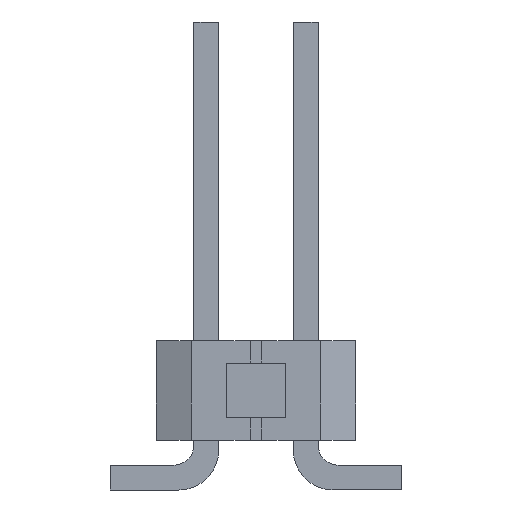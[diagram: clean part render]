
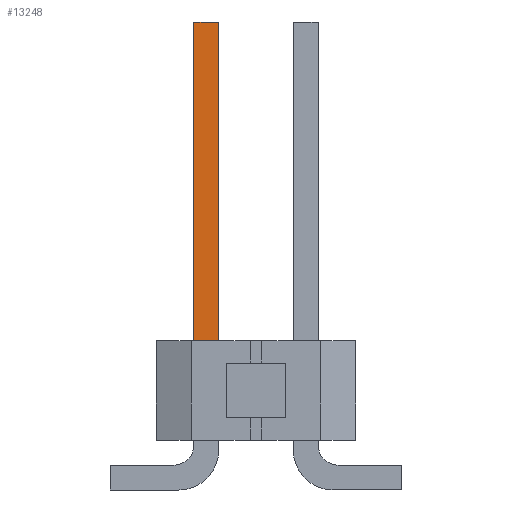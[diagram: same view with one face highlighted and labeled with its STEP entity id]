
A CAD part, left-side view. The second image highlights one B-rep face of the part: STEP entity #13248.
In plain terms, the highlighted planar face has unit normal (-1, 0, 0).
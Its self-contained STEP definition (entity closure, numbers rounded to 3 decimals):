
#9870 = VERTEX_POINT('',#9871);
#9871 = CARTESIAN_POINT('',(-0.338,3.432,11.939));
#9877 = EDGE_CURVE('',#9870,#9878,#9880,.T.);
#9878 = VERTEX_POINT('',#9879);
#9879 = CARTESIAN_POINT('',(-0.338,3.432,2.668));
#9880 = LINE('',#9881,#9882);
#9881 = CARTESIAN_POINT('',(-0.338,3.432,11.939));
#9882 = VECTOR('',#9883,1.);
#9883 = DIRECTION('',(0.,0.,-1.));
#9900 = VERTEX_POINT('',#9901);
#9901 = CARTESIAN_POINT('',(-0.338,4.067,2.668));
#10492 = EDGE_CURVE('',#9878,#9900,#10493,.T.);
#10493 = LINE('',#10494,#10495);
#10494 = CARTESIAN_POINT('',(-0.338,1.209,2.668));
#10495 = VECTOR('',#10496,1.);
#10496 = DIRECTION('',(0.,1.,0.));
#13248 = ADVANCED_FACE('',(#13249),#13267,.F.);
#13249 = FACE_BOUND('',#13250,.T.);
#13250 = EDGE_LOOP('',(#13251,#13252,#13253,#13261));
#13251 = ORIENTED_EDGE('',*,*,#10492,.F.);
#13252 = ORIENTED_EDGE('',*,*,#9877,.F.);
#13253 = ORIENTED_EDGE('',*,*,#13254,.F.);
#13254 = EDGE_CURVE('',#13255,#9870,#13257,.T.);
#13255 = VERTEX_POINT('',#13256);
#13256 = CARTESIAN_POINT('',(-0.338,4.067,11.939));
#13257 = LINE('',#13258,#13259);
#13258 = CARTESIAN_POINT('',(-0.338,4.067,11.939));
#13259 = VECTOR('',#13260,1.);
#13260 = DIRECTION('',(0.,-1.,0.));
#13261 = ORIENTED_EDGE('',*,*,#13262,.F.);
#13262 = EDGE_CURVE('',#9900,#13255,#13263,.T.);
#13263 = LINE('',#13264,#13265);
#13264 = CARTESIAN_POINT('',(-0.338,4.067,1.144));
#13265 = VECTOR('',#13266,1.);
#13266 = DIRECTION('',(0.,0.,1.));
#13267 = PLANE('',#13268);
#13268 = AXIS2_PLACEMENT_3D('',#13269,#13270,#13271);
#13269 = CARTESIAN_POINT('',(-0.338,4.448,1.017));
#13270 = DIRECTION('',(1.,0.,0.));
#13271 = DIRECTION('',(0.,1.,0.));
